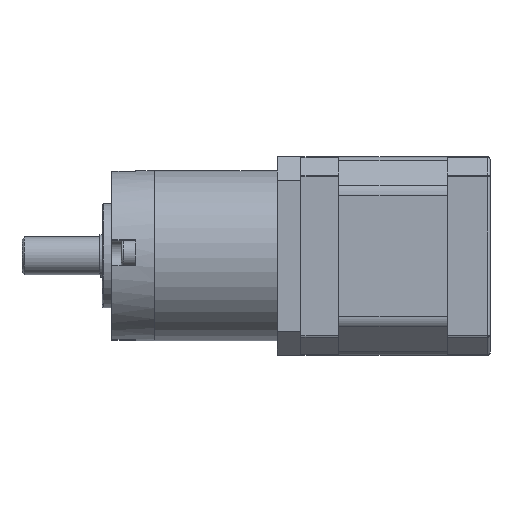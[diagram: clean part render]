
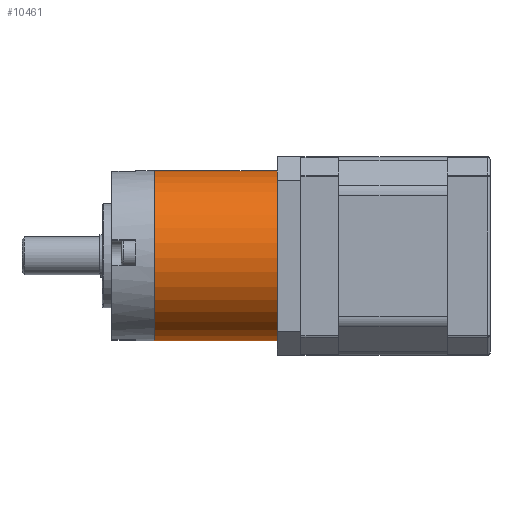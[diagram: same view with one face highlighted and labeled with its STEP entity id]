
A CAD part, left-side view. The second image highlights one B-rep face of the part: STEP entity #10461.
In plain terms, the highlighted cylindrical face has radius 18 mm (diameter 36 mm), a partial arc.
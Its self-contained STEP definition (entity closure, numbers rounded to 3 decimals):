
#356 = EDGE_LOOP ( 'NONE', ( #16335, #12612, #20249, #17466 ) ) ;
#405 = DIRECTION ( 'NONE',  ( 0., 0., -1. ) ) ;
#1003 = CYLINDRICAL_SURFACE ( 'NONE', #11199, 18. ) ;
#2914 = DIRECTION ( 'NONE',  ( 0., 0., -1. ) ) ;
#3701 = DIRECTION ( 'NONE',  ( 0., 0., 1. ) ) ;
#4128 = CARTESIAN_POINT ( 'NONE',  ( 18., 0., 26. ) ) ;
#4707 = CARTESIAN_POINT ( 'NONE',  ( -18., 0., 26. ) ) ;
#4983 = CARTESIAN_POINT ( 'NONE',  ( 0., 0., 26. ) ) ;
#5239 = AXIS2_PLACEMENT_3D ( 'NONE', #5758, #3701, #5637 ) ;
#5250 = DIRECTION ( 'NONE',  ( 0., 0., 1. ) ) ;
#5637 = DIRECTION ( 'NONE',  ( 1., 0., 0. ) ) ;
#5758 = CARTESIAN_POINT ( 'NONE',  ( 0., 0., 26. ) ) ;
#6882 = CARTESIAN_POINT ( 'NONE',  ( 18., 0., 0. ) ) ;
#7322 = CARTESIAN_POINT ( 'NONE',  ( -18., 0., 0. ) ) ;
#7497 = EDGE_CURVE ( 'NONE', #24532, #9943, #14734, .T. ) ;
#8842 = DIRECTION ( 'NONE',  ( 0., 0., -1. ) ) ;
#8942 = CARTESIAN_POINT ( 'NONE',  ( -18., 0., 26. ) ) ;
#9269 = VECTOR ( 'NONE', #405, 1000. ) ;
#9722 = CIRCLE ( 'NONE', #5239, 18. ) ;
#9943 = VERTEX_POINT ( 'NONE', #7322 ) ;
#10461 = ADVANCED_FACE ( 'NONE', ( #20542 ), #1003, .T. ) ;
#11199 = AXIS2_PLACEMENT_3D ( 'NONE', #4983, #8842, #18493 ) ;
#12035 = VERTEX_POINT ( 'NONE', #4128 ) ;
#12612 = ORIENTED_EDGE ( 'NONE', *, *, #17339, .F. ) ;
#12955 = AXIS2_PLACEMENT_3D ( 'NONE', #13079, #5250, #22473 ) ;
#13079 = CARTESIAN_POINT ( 'NONE',  ( 0., 0., 0. ) ) ;
#14210 = EDGE_CURVE ( 'NONE', #9943, #20784, #21987, .T. ) ;
#14734 = LINE ( 'NONE', #8942, #21261 ) ;
#15515 = EDGE_CURVE ( 'NONE', #12035, #20784, #18404, .T. ) ;
#16335 = ORIENTED_EDGE ( 'NONE', *, *, #15515, .F. ) ;
#17339 = EDGE_CURVE ( 'NONE', #24532, #12035, #9722, .T. ) ;
#17466 = ORIENTED_EDGE ( 'NONE', *, *, #14210, .T. ) ;
#18404 = LINE ( 'NONE', #22244, #9269 ) ;
#18493 = DIRECTION ( 'NONE',  ( -1., 0., 0. ) ) ;
#20249 = ORIENTED_EDGE ( 'NONE', *, *, #7497, .T. ) ;
#20542 = FACE_OUTER_BOUND ( 'NONE', #356, .T. ) ;
#20784 = VERTEX_POINT ( 'NONE', #6882 ) ;
#21261 = VECTOR ( 'NONE', #2914, 1000. ) ;
#21987 = CIRCLE ( 'NONE', #12955, 18. ) ;
#22244 = CARTESIAN_POINT ( 'NONE',  ( 18., 0., 26. ) ) ;
#22473 = DIRECTION ( 'NONE',  ( 1., 0., 0. ) ) ;
#24532 = VERTEX_POINT ( 'NONE', #4707 ) ;
